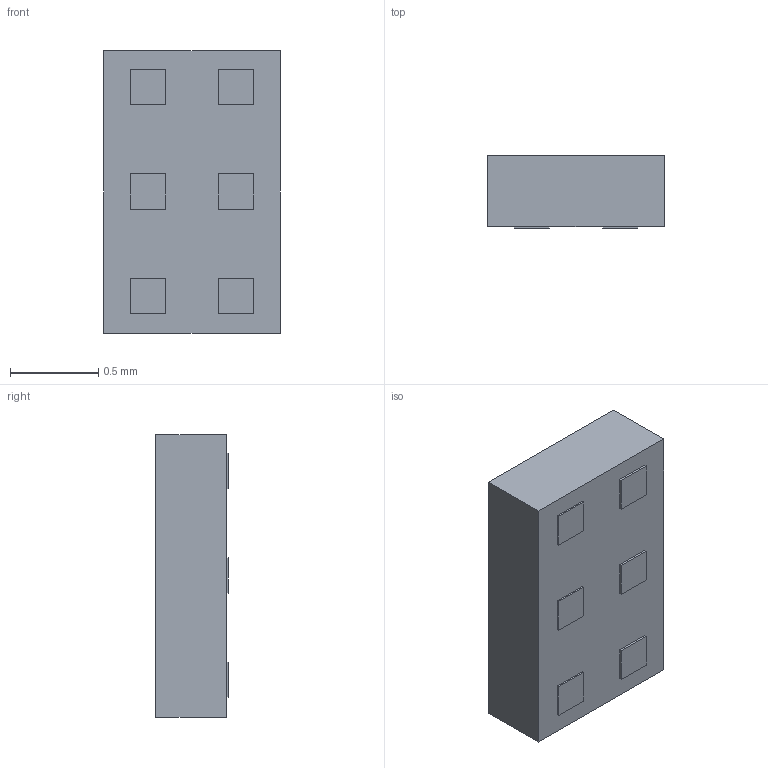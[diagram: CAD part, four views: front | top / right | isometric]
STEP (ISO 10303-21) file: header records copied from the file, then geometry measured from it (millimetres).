
FILE_DESCRIPTION (( 'STEP AP214' ), '1' );
FILE_NAME ('mlpf-wb55-01e3.STEP', '2022-09-24T10:07:01', ( '' ), ( '' ), 'SwSTEP 2.0', 'SolidWorks 2022', '' );
FILE_SCHEMA (( 'AUTOMOTIVE_DESIGN' ));
Length unit declared in the file: millimetre
Products named in the file (1): mlpf-wb55-01e3
Bounding box: 1 x 0.41 x 1.6 mm (x, y, z)
Volume: 0.6 mm3; surface area: 5.3 mm2
Topology: 1 solids, 1 shells, 41 faces, 113 edges, 83 vertices
Faces by surface type: plane 39, cylinder 2
Entity records: 1886 total; most frequent: CARTESIAN_POINT 414, ORIENTED_EDGE 226, DIRECTION 189, EDGE_CURVE 113, LINE 97, VECTOR 97, VERTEX_POINT 83, EDGE_LOOP 50
